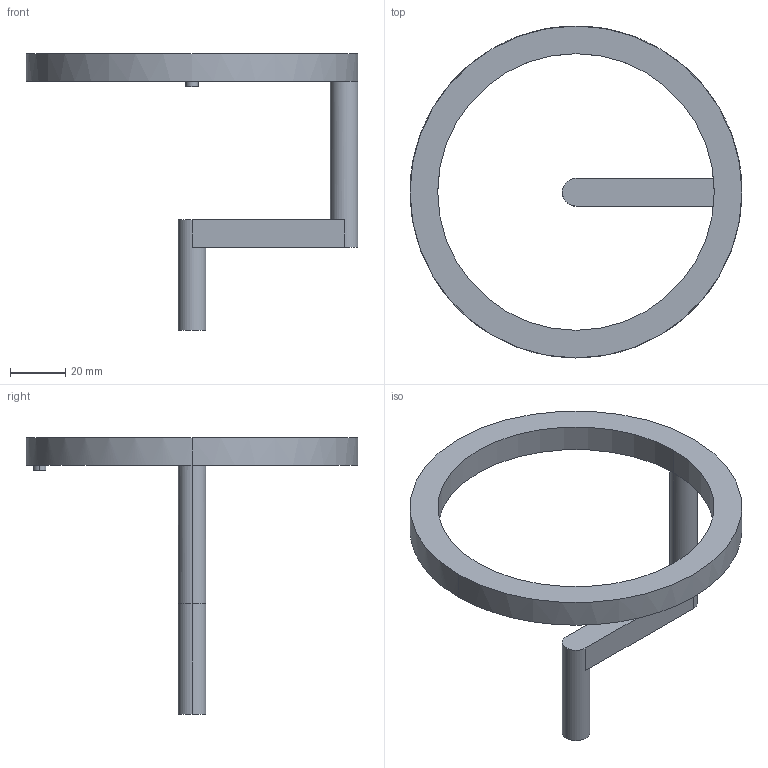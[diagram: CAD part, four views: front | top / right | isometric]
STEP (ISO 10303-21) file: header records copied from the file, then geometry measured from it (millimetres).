
FILE_DESCRIPTION (( 'STEP AP203' ), '1' );
FILE_NAME ('Couronne_3.STEP', '2025-06-16T14:58:18', ( '' ), ( '' ), 'SwSTEP 2.0', 'SolidWorks 2024', '' );
FILE_SCHEMA (( 'CONFIG_CONTROL_DESIGN' ));
Length unit declared in the file: millimetre
Products named in the file (2): Couronne_3^Assemblage1; Couronne_3
Assembly tree (1 placements, depth 2):
  Couronne_3
    Couronne_3^Assemblage1
Bounding box: 120 x 120 x 100 mm (x, y, z)
Volume: 47158.2 mm3; surface area: 18878.8 mm2
Topology: 1 solids, 1 shells, 18 faces, 42 edges, 26 vertices
Faces by surface type: cylinder 10, plane 8
Entity records: 722 total; most frequent: DIRECTION 110, CARTESIAN_POINT 90, ORIENTED_EDGE 84, AXIS2_PLACEMENT_3D 46, EDGE_CURVE 42, VERTEX_POINT 26, CIRCLE 24, EDGE_LOOP 20
